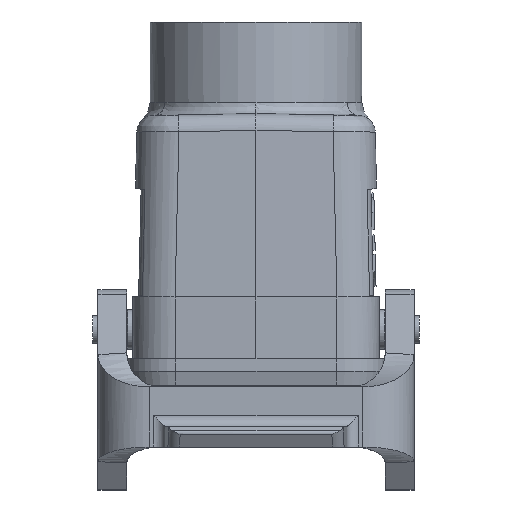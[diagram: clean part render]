
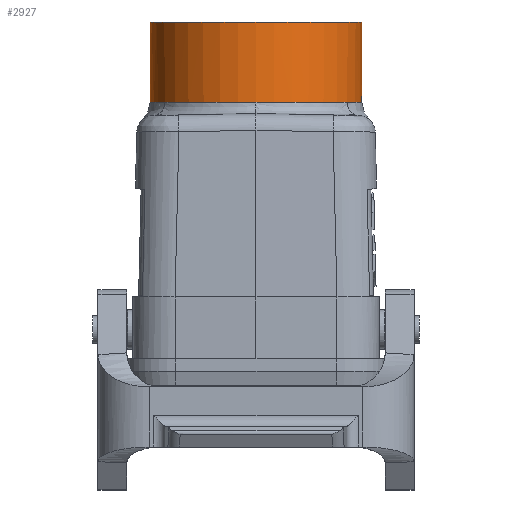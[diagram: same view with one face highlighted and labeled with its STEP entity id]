
A CAD part, left-side view. The second image highlights one B-rep face of the part: STEP entity #2927.
In plain terms, the highlighted cylindrical face has radius 18.5 mm (diameter 37 mm), a full revolution.
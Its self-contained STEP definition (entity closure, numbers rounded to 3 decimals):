
#107=FACE_BOUND('',#3950,.T.);
#108=FACE_BOUND('',#3951,.T.);
#2420=B_SPLINE_CURVE_WITH_KNOTS('',3,(#15943,#15944,#15945,#15946,#15947,
#15948),.UNSPECIFIED.,.F.,.F.,(4,2,4),(0.,0.5,1.),.UNSPECIFIED.);
#2422=B_SPLINE_CURVE_WITH_KNOTS('',3,(#16050,#16051,#16052,#16053,#16054,
#16055),.UNSPECIFIED.,.F.,.F.,(4,2,4),(0.,0.5,1.),.UNSPECIFIED.);
#2424=B_SPLINE_CURVE_WITH_KNOTS('',3,(#16089,#16090,#16091,#16092,#16093,
#16094),.UNSPECIFIED.,.F.,.F.,(4,2,4),(0.,0.5,1.),.UNSPECIFIED.);
#2426=B_SPLINE_CURVE_WITH_KNOTS('',3,(#16128,#16129,#16130,#16131,#16132,
#16133),.UNSPECIFIED.,.F.,.F.,(4,2,4),(0.,0.5,1.),.UNSPECIFIED.);
#2428=B_SPLINE_CURVE_WITH_KNOTS('',3,(#16235,#16236,#16237,#16238,#16239,
#16240),.UNSPECIFIED.,.F.,.F.,(4,2,4),(0.,0.5,1.),.UNSPECIFIED.);
#2430=B_SPLINE_CURVE_WITH_KNOTS('',3,(#16272,#16273,#16274,#16275,#16276,
#16277),.UNSPECIFIED.,.F.,.F.,(4,2,4),(0.,0.5,1.),.UNSPECIFIED.);
#2927=ADVANCED_FACE('',(#107,#108),#3251,.T.);
#3251=CYLINDRICAL_SURFACE('',#10735,18.5);
#3950=EDGE_LOOP('',(#5565));
#3951=EDGE_LOOP('',(#5566,#5567,#5568,#5569,#5570,#5571));
#4351=CIRCLE('',#10734,18.5);
#5565=ORIENTED_EDGE('',*,*,#8095,.F.);
#5566=ORIENTED_EDGE('',*,*,#8090,.T.);
#5567=ORIENTED_EDGE('',*,*,#8087,.T.);
#5568=ORIENTED_EDGE('',*,*,#8084,.T.);
#5569=ORIENTED_EDGE('',*,*,#8081,.T.);
#5570=ORIENTED_EDGE('',*,*,#8078,.T.);
#5571=ORIENTED_EDGE('',*,*,#8093,.T.);
#7168=VERTEX_POINT('',#15941);
#7170=VERTEX_POINT('',#15949);
#7172=VERTEX_POINT('',#16056);
#7174=VERTEX_POINT('',#16095);
#7176=VERTEX_POINT('',#16134);
#7178=VERTEX_POINT('',#16241);
#7180=VERTEX_POINT('',#16307);
#8078=EDGE_CURVE('',#7170,#7168,#2420,.T.);
#8081=EDGE_CURVE('',#7172,#7170,#2422,.T.);
#8084=EDGE_CURVE('',#7174,#7172,#2424,.T.);
#8087=EDGE_CURVE('',#7176,#7174,#2426,.T.);
#8090=EDGE_CURVE('',#7178,#7176,#2428,.T.);
#8093=EDGE_CURVE('',#7168,#7178,#2430,.T.);
#8095=EDGE_CURVE('',#7180,#7180,#4351,.T.);
#10734=AXIS2_PLACEMENT_3D('',#16306,#12237,#12238);
#10735=AXIS2_PLACEMENT_3D('',#16308,#12239,#12240);
#12237=DIRECTION('',(0.,0.,1.));
#12238=DIRECTION('',(-1.,0.,0.));
#12239=DIRECTION('',(0.,0.,1.));
#12240=DIRECTION('',(1.,0.,0.));
#15941=CARTESIAN_POINT('',(9.436,-15.913,37.85));
#15943=CARTESIAN_POINT('',(-9.436,-15.913,37.85));
#15944=CARTESIAN_POINT('',(-6.597,-17.596,37.85));
#15945=CARTESIAN_POINT('',(-3.301,-18.5,37.85));
#15946=CARTESIAN_POINT('',(3.301,-18.5,37.85));
#15947=CARTESIAN_POINT('',(6.597,-17.596,37.85));
#15948=CARTESIAN_POINT('',(9.436,-15.913,37.85));
#15949=CARTESIAN_POINT('',(-9.436,-15.913,37.85));
#16050=CARTESIAN_POINT('',(-18.5,0.,37.85));
#16051=CARTESIAN_POINT('',(-18.5,-3.193,37.85));
#16052=CARTESIAN_POINT('',(-17.655,-6.382,37.85));
#16053=CARTESIAN_POINT('',(-14.495,-11.931,37.85));
#16054=CARTESIAN_POINT('',(-12.182,-14.284,37.85));
#16055=CARTESIAN_POINT('',(-9.436,-15.913,37.85));
#16056=CARTESIAN_POINT('',(-18.5,0.,37.85));
#16089=CARTESIAN_POINT('',(-9.436,15.912,37.85));
#16090=CARTESIAN_POINT('',(-12.183,14.284,37.85));
#16091=CARTESIAN_POINT('',(-14.495,11.931,37.85));
#16092=CARTESIAN_POINT('',(-17.655,6.382,37.85));
#16093=CARTESIAN_POINT('',(-18.5,3.193,37.85));
#16094=CARTESIAN_POINT('',(-18.5,0.,37.85));
#16095=CARTESIAN_POINT('',(-9.436,15.912,37.85));
#16128=CARTESIAN_POINT('',(9.436,15.913,37.85));
#16129=CARTESIAN_POINT('',(6.597,17.596,37.85));
#16130=CARTESIAN_POINT('',(3.301,18.5,37.85));
#16131=CARTESIAN_POINT('',(-3.301,18.5,37.85));
#16132=CARTESIAN_POINT('',(-6.597,17.596,37.85));
#16133=CARTESIAN_POINT('',(-9.436,15.912,37.85));
#16134=CARTESIAN_POINT('',(9.436,15.913,37.85));
#16235=CARTESIAN_POINT('',(18.5,0.,37.85));
#16236=CARTESIAN_POINT('',(18.5,3.193,37.85));
#16237=CARTESIAN_POINT('',(17.655,6.382,37.85));
#16238=CARTESIAN_POINT('',(14.495,11.931,37.85));
#16239=CARTESIAN_POINT('',(12.182,14.284,37.85));
#16240=CARTESIAN_POINT('',(9.436,15.913,37.85));
#16241=CARTESIAN_POINT('',(18.5,0.,37.85));
#16272=CARTESIAN_POINT('',(9.436,-15.913,37.85));
#16273=CARTESIAN_POINT('',(12.183,-14.284,37.85));
#16274=CARTESIAN_POINT('',(14.495,-11.931,37.85));
#16275=CARTESIAN_POINT('',(17.655,-6.382,37.85));
#16276=CARTESIAN_POINT('',(18.5,-3.193,37.85));
#16277=CARTESIAN_POINT('',(18.5,0.,37.85));
#16306=CARTESIAN_POINT('',(0.,0.,51.85));
#16307=CARTESIAN_POINT('',(-18.5,0.,51.85));
#16308=CARTESIAN_POINT('',(0.,0.,35.35));
